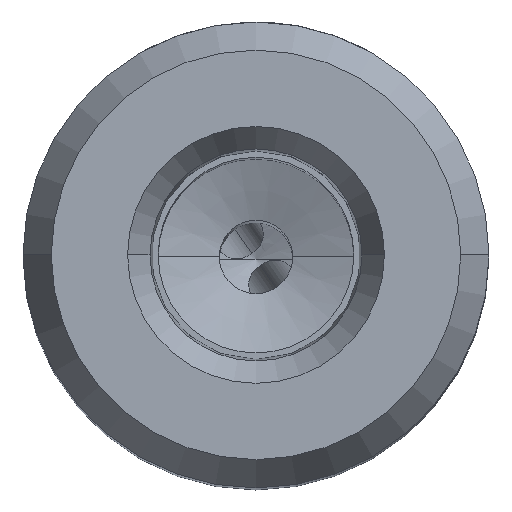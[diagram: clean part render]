
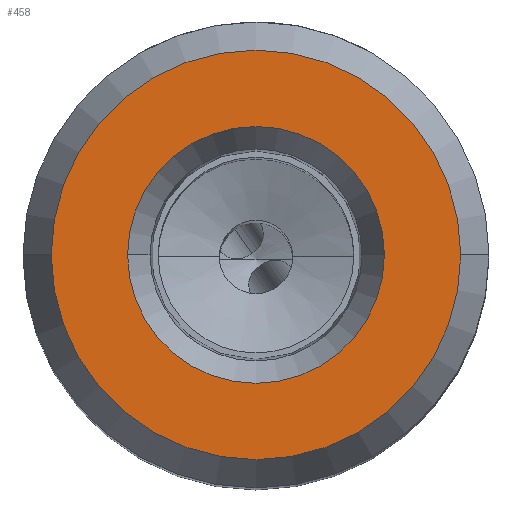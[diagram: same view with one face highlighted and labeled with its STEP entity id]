
A CAD part, top view. The second image highlights one B-rep face of the part: STEP entity #458.
In plain terms, the highlighted planar face has unit normal (0, 0, 1).
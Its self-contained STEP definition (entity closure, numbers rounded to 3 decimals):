
#126=PLANE('',#4329);
#167=FACE_BOUND('',#925,.T.);
#168=FACE_BOUND('',#926,.T.);
#293=CIRCLE('',#4323,5.25);
#294=CIRCLE('',#4325,5.25);
#295=CIRCLE('',#4327,8.37);
#296=CIRCLE('',#4328,8.37);
#458=ADVANCED_FACE('',(#167,#168),#126,.T.);
#925=EDGE_LOOP('',(#1775,#1776));
#926=EDGE_LOOP('',(#1777,#1778));
#1775=ORIENTED_EDGE('',*,*,#3403,.F.);
#1776=ORIENTED_EDGE('',*,*,#3405,.F.);
#1777=ORIENTED_EDGE('',*,*,#3406,.F.);
#1778=ORIENTED_EDGE('',*,*,#3407,.F.);
#2909=VERTEX_POINT('',#8064);
#2910=VERTEX_POINT('',#8066);
#2911=VERTEX_POINT('',#8072);
#2912=VERTEX_POINT('',#8073);
#3403=EDGE_CURVE('',#2909,#2910,#293,.T.);
#3405=EDGE_CURVE('',#2910,#2909,#294,.T.);
#3406=EDGE_CURVE('',#2911,#2912,#295,.T.);
#3407=EDGE_CURVE('',#2912,#2911,#296,.T.);
#4323=AXIS2_PLACEMENT_3D('',#8065,#4785,#4786);
#4325=AXIS2_PLACEMENT_3D('',#8069,#4790,#4791);
#4327=AXIS2_PLACEMENT_3D('',#8071,#4794,#4795);
#4328=AXIS2_PLACEMENT_3D('',#8074,#4796,#4797);
#4329=AXIS2_PLACEMENT_3D('',#8075,#4798,#4799);
#4785=DIRECTION('',(0.,0.,1.));
#4786=DIRECTION('',(-1.,0.,0.));
#4790=DIRECTION('',(0.,0.,1.));
#4791=DIRECTION('',(1.,0.,0.));
#4794=DIRECTION('',(0.,0.,-1.));
#4795=DIRECTION('',(-1.,0.,0.));
#4796=DIRECTION('',(0.,0.,-1.));
#4797=DIRECTION('',(1.,0.,0.));
#4798=DIRECTION('',(0.,0.,1.));
#4799=DIRECTION('',(1.,0.,0.));
#8064=CARTESIAN_POINT('',(-5.25,0.,24.5));
#8065=CARTESIAN_POINT('',(0.,0.,24.5));
#8066=CARTESIAN_POINT('',(5.25,0.,24.5));
#8069=CARTESIAN_POINT('',(0.,0.,24.5));
#8071=CARTESIAN_POINT('',(0.,0.,24.5));
#8072=CARTESIAN_POINT('',(-8.37,0.,24.5));
#8073=CARTESIAN_POINT('',(8.37,0.,24.5));
#8074=CARTESIAN_POINT('',(0.,0.,24.5));
#8075=CARTESIAN_POINT('',(0.,0.,24.5));
